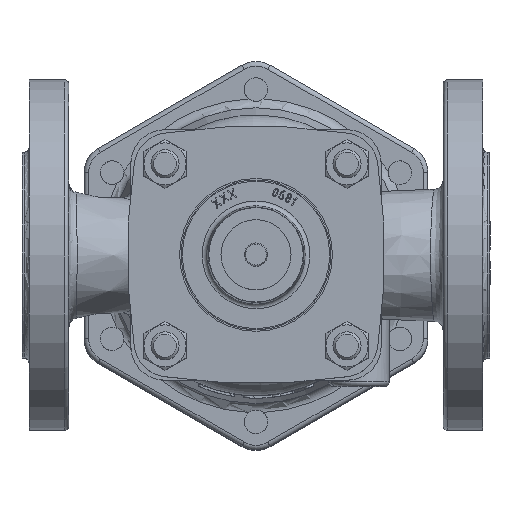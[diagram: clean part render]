
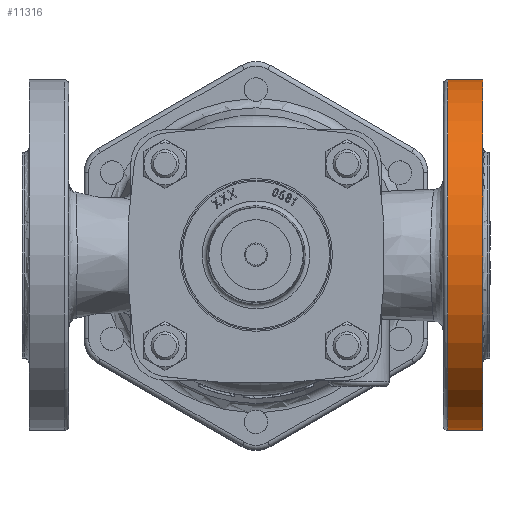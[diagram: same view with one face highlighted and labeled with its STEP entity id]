
A CAD part, top view. The second image highlights one B-rep face of the part: STEP entity #11316.
In plain terms, the highlighted cylindrical face has radius 75 mm (diameter 150 mm), a full revolution.
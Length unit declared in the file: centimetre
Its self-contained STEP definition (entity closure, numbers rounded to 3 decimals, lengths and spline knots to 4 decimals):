
#2296=FACE_BOUND('',#3953,.T.);
#2456=CYLINDRICAL_SURFACE('',#12252,7.5);
#3061=FACE_OUTER_BOUND('',#3952,.T.);
#3952=EDGE_LOOP('',(#9917));
#3953=EDGE_LOOP('',(#9918));
#4521=CIRCLE('',#12243,7.5);
#4527=CIRCLE('',#12251,7.5);
#5600=VERTEX_POINT('',#26616);
#5602=VERTEX_POINT('',#26626);
#7080=EDGE_CURVE('',#5600,#5600,#4521,.T.);
#7086=EDGE_CURVE('',#5602,#5602,#4527,.T.);
#9917=ORIENTED_EDGE('',*,*,#7080,.T.);
#9918=ORIENTED_EDGE('',*,*,#7086,.F.);
#11316=ADVANCED_FACE('',(#3061,#2296),#2456,.T.);
#12243=AXIS2_PLACEMENT_3D('',#26617,#14682,#14683);
#12251=AXIS2_PLACEMENT_3D('',#26627,#14698,#14699);
#12252=AXIS2_PLACEMENT_3D('',#26628,#14700,#14701);
#14682=DIRECTION('center_axis',(-1.,0.,0.));
#14683=DIRECTION('ref_axis',(0.,0.,1.));
#14698=DIRECTION('center_axis',(-1.,0.,0.));
#14699=DIRECTION('ref_axis',(0.,0.,
-1.));
#14700=DIRECTION('center_axis',(-1.,0.,0.));
#14701=DIRECTION('ref_axis',(0.,0.,1.));
#26616=CARTESIAN_POINT('',(9.0241,-0.3234,17.685));
#26617=CARTESIAN_POINT('Origin',(9.0241,-0.3234,10.185));
#26626=CARTESIAN_POINT('',(7.5241,-0.3234,17.685));
#26627=CARTESIAN_POINT('Origin',(7.5241,-0.3234,10.185));
#26628=CARTESIAN_POINT('Origin',(8.1741,-0.3234,10.185));
